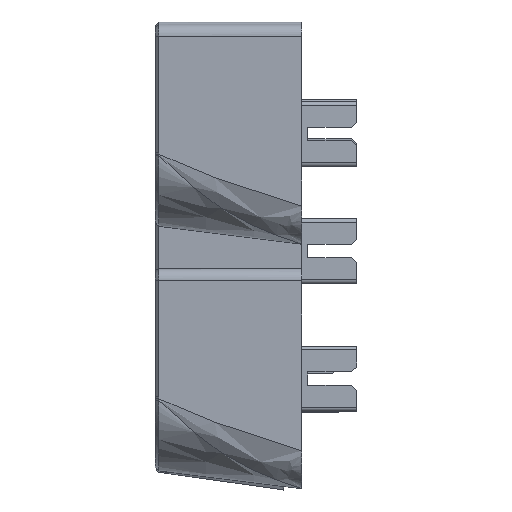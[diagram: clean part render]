
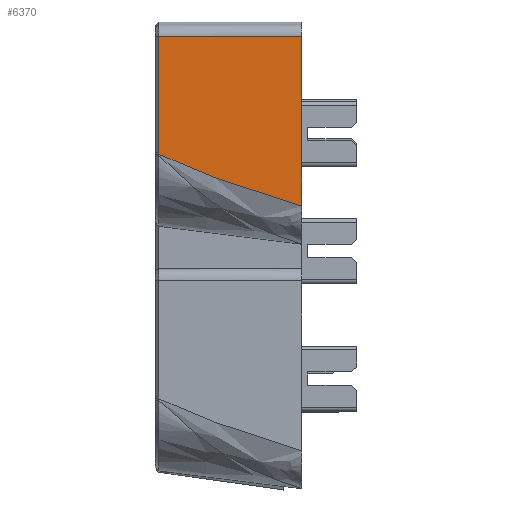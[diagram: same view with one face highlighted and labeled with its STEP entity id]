
A CAD part, left-side view. The second image highlights one B-rep face of the part: STEP entity #6370.
In plain terms, the highlighted planar face has unit normal (-0.999, 0.042, 0).
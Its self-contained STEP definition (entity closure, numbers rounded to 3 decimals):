
#157=B_SPLINE_CURVE_WITH_KNOTS('',3,(#11810,#11811,#11812,#11813),
 .UNSPECIFIED.,.F.,.F.,(4,4),(3.118,3.142),
 .UNSPECIFIED.);
#161=B_SPLINE_CURVE_WITH_KNOTS('',3,(#11996,#11997,#11998,#11999,#12000,
#12001,#12002,#12003),.UNSPECIFIED.,.F.,.F.,(4,1,1,1,1,4),(0.083,
0.379,0.569,0.949,1.139,1.33),
 .UNSPECIFIED.);
#432=PLANE('',#6845);
#748=FACE_OUTER_BOUND('',#1077,.T.);
#1077=EDGE_LOOP('',(#5527,#5528,#5529,#5530,#5531));
#1721=LINE('',#11771,#2415);
#1738=LINE('',#12005,#2432);
#1739=LINE('',#12006,#2433);
#2415=VECTOR('',#8102,10.);
#2432=VECTOR('',#8141,10.);
#2433=VECTOR('',#8142,10.);
#3084=VERTEX_POINT('',#11760);
#3086=VERTEX_POINT('',#11769);
#3088=VERTEX_POINT('',#11808);
#3103=VERTEX_POINT('',#11995);
#3104=VERTEX_POINT('',#12004);
#3909=EDGE_CURVE('',#3086,#3084,#1721,.T.);
#3914=EDGE_CURVE('',#3088,#3086,#157,.T.);
#3939=EDGE_CURVE('',#3103,#3088,#161,.T.);
#3940=EDGE_CURVE('',#3104,#3103,#1738,.T.);
#3941=EDGE_CURVE('',#3084,#3104,#1739,.T.);
#5527=ORIENTED_EDGE('',*,*,#3909,.F.);
#5528=ORIENTED_EDGE('',*,*,#3914,.F.);
#5529=ORIENTED_EDGE('',*,*,#3939,.F.);
#5530=ORIENTED_EDGE('',*,*,#3940,.F.);
#5531=ORIENTED_EDGE('',*,*,#3941,.F.);
#6370=ADVANCED_FACE('',(#748),#432,.F.);
#6845=AXIS2_PLACEMENT_3D('',#11994,#8139,#8140);
#8102=DIRECTION('',(0.,0.,1.));
#8139=DIRECTION('center_axis',(0.999,-0.042,0.));
#8140=DIRECTION('ref_axis',(0.,0.,-1.));
#8141=DIRECTION('',(0.,0.,-1.));
#8142=DIRECTION('',(-0.042,-0.999,0.));
#11760=CARTESIAN_POINT('',(-8.512,11.7,8.));
#11769=CARTESIAN_POINT('',(-8.512,11.7,-1.5));
#11771=CARTESIAN_POINT('',(-8.512,11.7,5.272));
#11808=CARTESIAN_POINT('',(-8.512,11.7,-1.643));
#11810=CARTESIAN_POINT('Ctrl Pts',(-8.512,11.7,-1.643));
#11811=CARTESIAN_POINT('Ctrl Pts',(-8.512,11.7,-1.596));
#11812=CARTESIAN_POINT('Ctrl Pts',(-8.512,11.7,-1.548));
#11813=CARTESIAN_POINT('Ctrl Pts',(-8.512,11.7,-1.5));
#11994=CARTESIAN_POINT('Origin',(-9.,0.,9.));
#11995=CARTESIAN_POINT('',(-9.,0.,-5.891));
#11996=CARTESIAN_POINT('Ctrl Pts',(-9.,0.,
-5.891));
#11997=CARTESIAN_POINT('Ctrl Pts',(-8.961,0.939,-5.592));
#11998=CARTESIAN_POINT('Ctrl Pts',(-8.897,2.482,-5.105));
#11999=CARTESIAN_POINT('Ctrl Pts',(-8.782,5.229,-4.22));
#12000=CARTESIAN_POINT('Ctrl Pts',(-8.682,7.624,-3.394));
#12001=CARTESIAN_POINT('Ctrl Pts',(-8.584,9.974,-2.439));
#12002=CARTESIAN_POINT('Ctrl Pts',(-8.536,11.128,-1.915));
#12003=CARTESIAN_POINT('Ctrl Pts',(-8.512,11.7,-1.643));
#12004=CARTESIAN_POINT('',(-9.,0.,8.));
#12005=CARTESIAN_POINT('',(-9.,0.,9.));
#12006=CARTESIAN_POINT('',(-8.984,0.374,8.));
